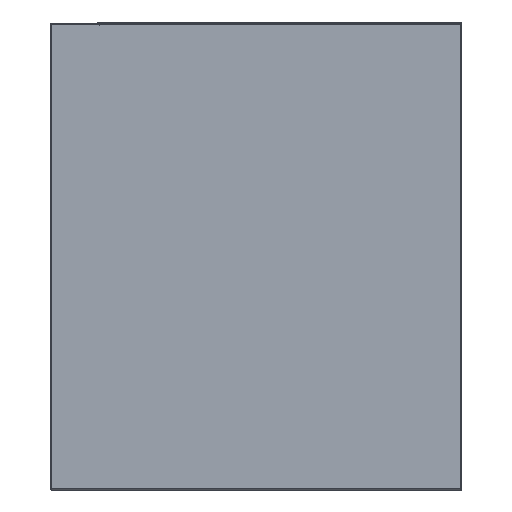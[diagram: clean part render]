
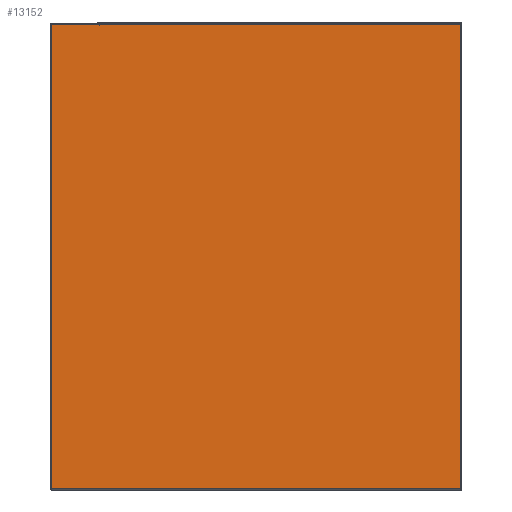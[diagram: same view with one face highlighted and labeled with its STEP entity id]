
A CAD part, left-side view. The second image highlights one B-rep face of the part: STEP entity #13152.
In plain terms, the highlighted planar face has unit normal (-1, 0, 0).
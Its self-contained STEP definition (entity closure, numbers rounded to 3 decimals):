
#320 = DIRECTION ( 'NONE',  ( 0., 0., -1. ) ) ;
#365 = LINE ( 'NONE', #4855, #12272 ) ;
#630 = EDGE_CURVE ( 'NONE', #4850, #9248, #365, .T. ) ;
#690 = ORIENTED_EDGE ( 'NONE', *, *, #630, .T. ) ;
#1054 = DIRECTION ( 'NONE',  ( 0., -1., 0. ) ) ;
#1200 = VERTEX_POINT ( 'NONE', #1258 ) ;
#1258 = CARTESIAN_POINT ( 'NONE',  ( -397.5, 399., 224.086 ) ) ;
#1361 = EDGE_CURVE ( 'NONE', #1200, #7365, #10417, .T. ) ;
#1627 = FACE_OUTER_BOUND ( 'NONE', #2268, .T. ) ;
#2268 = EDGE_LOOP ( 'NONE', ( #13138, #11965, #690, #7345 ) ) ;
#2509 = VECTOR ( 'NONE', #320, 1000. ) ;
#4504 = LINE ( 'NONE', #9010, #11990 ) ;
#4850 = VERTEX_POINT ( 'NONE', #9899 ) ;
#4855 = CARTESIAN_POINT ( 'NONE',  ( -397.5, 1., -228.5 ) ) ;
#5906 = CARTESIAN_POINT ( 'NONE',  ( -397.5, 399., -228.5 ) ) ;
#6126 = DIRECTION ( 'NONE',  ( -1., 0., 0. ) ) ;
#7022 = CARTESIAN_POINT ( 'NONE',  ( -397.5, 399., -227.5 ) ) ;
#7345 = ORIENTED_EDGE ( 'NONE', *, *, #9328, .T. ) ;
#7365 = VERTEX_POINT ( 'NONE', #7022 ) ;
#7916 = CARTESIAN_POINT ( 'NONE',  ( -397.5, 400., -227.5 ) ) ;
#8663 = LINE ( 'NONE', #7916, #12554 ) ;
#8877 = CARTESIAN_POINT ( 'NONE',  ( -397.5, 1., 224.086 ) ) ;
#9010 = CARTESIAN_POINT ( 'NONE',  ( -397.5, 400., 224.086 ) ) ;
#9132 = DIRECTION ( 'NONE',  ( 0., 0., 1. ) ) ;
#9248 = VERTEX_POINT ( 'NONE', #8877 ) ;
#9328 = EDGE_CURVE ( 'NONE', #9248, #1200, #4504, .T. ) ;
#9899 = CARTESIAN_POINT ( 'NONE',  ( -397.5, 1., -227.5 ) ) ;
#10399 = EDGE_CURVE ( 'NONE', #7365, #4850, #8663, .T. ) ;
#10417 = LINE ( 'NONE', #5906, #2509 ) ;
#10720 = DIRECTION ( 'NONE',  ( 0., 0., 1. ) ) ;
#11650 = AXIS2_PLACEMENT_3D ( 'NONE', #12787, #6126, #10720 ) ;
#11965 = ORIENTED_EDGE ( 'NONE', *, *, #10399, .T. ) ;
#11990 = VECTOR ( 'NONE', #13858, 1000. ) ;
#12272 = VECTOR ( 'NONE', #9132, 1000. ) ;
#12554 = VECTOR ( 'NONE', #1054, 1000. ) ;
#12787 = CARTESIAN_POINT ( 'NONE',  ( -397.5, 400., -228.5 ) ) ;
#13138 = ORIENTED_EDGE ( 'NONE', *, *, #1361, .T. ) ;
#13152 = ADVANCED_FACE ( 'NONE', ( #1627 ), #14051, .T. ) ;
#13858 = DIRECTION ( 'NONE',  ( 0., 1., 0. ) ) ;
#14051 = PLANE ( 'NONE',  #11650 ) ;
